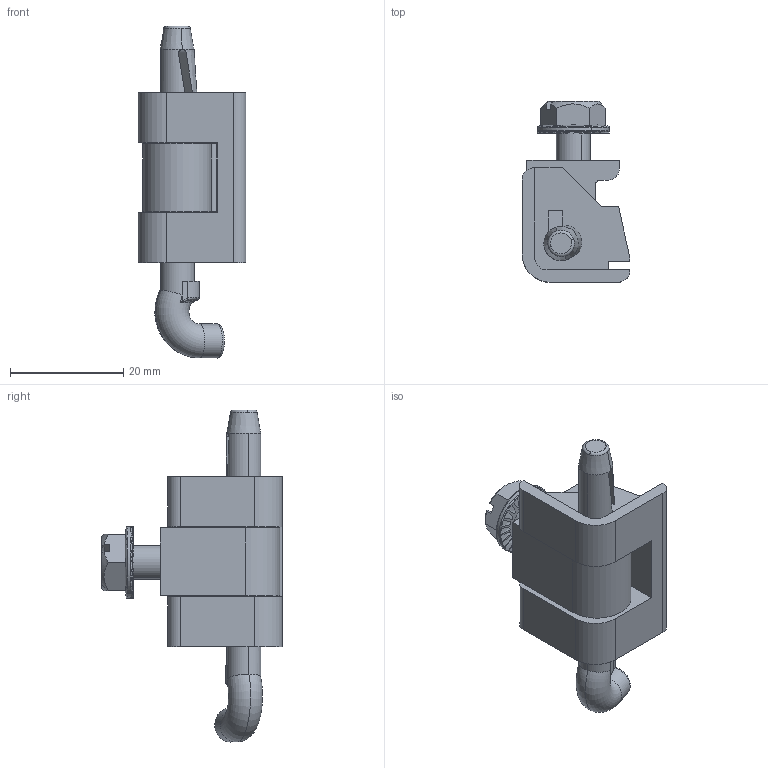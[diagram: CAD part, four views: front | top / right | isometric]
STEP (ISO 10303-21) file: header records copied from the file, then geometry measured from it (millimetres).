
FILE_DESCRIPTION (( 'STEP AP203' ), '1' );
FILE_NAME ('MG07.1.5.3.12.STEP', '2019-07-09T12:27:55', ( '' ), ( '' ), 'SwSTEP 2.0', 'SolidWorks 2015', '' );
FILE_SCHEMA (( 'CONFIG_CONTROL_DESIGN' ));
Length unit declared in the file: millimetre
Products named in the file (1): MG07.1.5.3.12
Bounding box: 19.09 x 32.02 x 58.75 mm (x, y, z)
Surface area: 6214.8 mm2 (no closed solid volume)
Topology: 0 solids, 24 shells, 211 faces, 567 edges, 377 vertices
Faces by surface type: plane 123, bspline 34, cylinder 30, torus 15, cone 9
Entity records: 7882 total; most frequent: CARTESIAN_POINT 2919, ORIENTED_EDGE 1004, DIRECTION 878, EDGE_CURVE 567, VERTEX_POINT 377, VECTOR 346, LINE 346, AXIS2_PLACEMENT_3D 266
